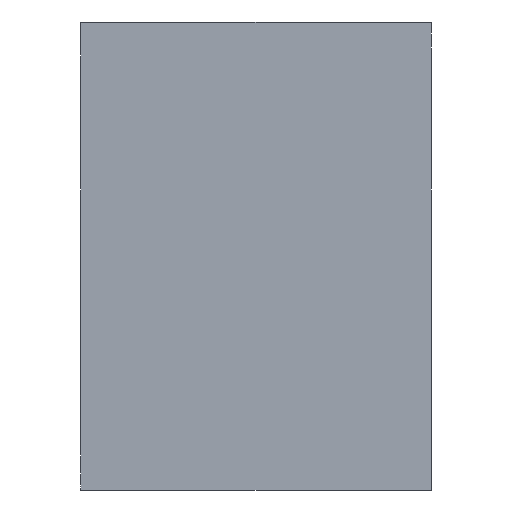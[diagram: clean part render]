
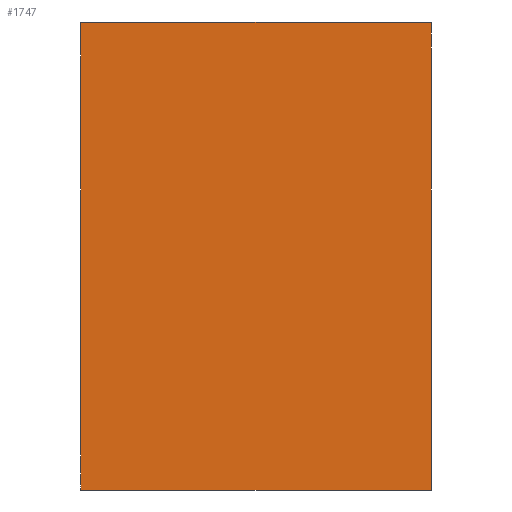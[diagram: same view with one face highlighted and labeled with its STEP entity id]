
A CAD part, front view. The second image highlights one B-rep face of the part: STEP entity #1747.
In plain terms, the highlighted free-form (B-spline) face has degree [1, 1] with [2, 2] control points.
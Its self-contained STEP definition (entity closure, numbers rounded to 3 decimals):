
#1550 = VERTEX_POINT('',#1551);
#1551 = CARTESIAN_POINT('',(32.051,0.,-42.735));
#1600 = VERTEX_POINT('',#1601);
#1601 = CARTESIAN_POINT('',(32.051,0.,42.735));
#1606 = EDGE_CURVE('',#1600,#1550,#1607,.T.);
#1607 = B_SPLINE_CURVE_WITH_KNOTS('',1,(#1608,#1609),.UNSPECIFIED.,.F.,
  .F.,(2,2),(-80.,-0.),.PIECEWISE_BEZIER_KNOTS.);
#1608 = CARTESIAN_POINT('',(32.051,0.,42.735));
#1609 = CARTESIAN_POINT('',(32.051,0.,-42.735));
#1622 = VERTEX_POINT('',#1623);
#1623 = CARTESIAN_POINT('',(-32.051,0.,-42.735));
#1634 = EDGE_CURVE('',#1550,#1622,#1635,.T.);
#1635 = B_SPLINE_CURVE_WITH_KNOTS('',1,(#1636,#1637),.UNSPECIFIED.,.F.,
  .F.,(2,2),(-60.,-0.),.PIECEWISE_BEZIER_KNOTS.);
#1636 = CARTESIAN_POINT('',(32.051,0.,-42.735));
#1637 = CARTESIAN_POINT('',(-32.051,0.,-42.735));
#1655 = EDGE_CURVE('',#1622,#1656,#1658,.T.);
#1656 = VERTEX_POINT('',#1657);
#1657 = CARTESIAN_POINT('',(-32.051,0.,42.735));
#1658 = B_SPLINE_CURVE_WITH_KNOTS('',1,(#1659,#1660),.UNSPECIFIED.,.F.,
  .F.,(2,2),(0.,80.),.PIECEWISE_BEZIER_KNOTS.);
#1659 = CARTESIAN_POINT('',(-32.051,0.,-42.735));
#1660 = CARTESIAN_POINT('',(-32.051,0.,42.735));
#1718 = EDGE_CURVE('',#1656,#1600,#1719,.T.);
#1719 = B_SPLINE_CURVE_WITH_KNOTS('',1,(#1720,#1721),.UNSPECIFIED.,.F.,
  .F.,(2,2),(0.,60.),.PIECEWISE_BEZIER_KNOTS.);
#1720 = CARTESIAN_POINT('',(-32.051,0.,42.735));
#1721 = CARTESIAN_POINT('',(32.051,0.,42.735));
#1747 = ADVANCED_FACE('',(#1748),#1754,.F.);
#1748 = FACE_BOUND('',#1749,.T.);
#1749 = EDGE_LOOP('',(#1750,#1751,#1752,#1753));
#1750 = ORIENTED_EDGE('',*,*,#1606,.F.);
#1751 = ORIENTED_EDGE('',*,*,#1718,.F.);
#1752 = ORIENTED_EDGE('',*,*,#1655,.F.);
#1753 = ORIENTED_EDGE('',*,*,#1634,.F.);
#1754 = B_SPLINE_SURFACE_WITH_KNOTS('',1,1,(
    (#1755,#1756)
    ,(#1757,#1758
    )),.UNSPECIFIED.,.F.,.F.,.F.,(2,2),(2,2),(-40.,40.),(-30.,30.),
  .PIECEWISE_BEZIER_KNOTS.);
#1755 = CARTESIAN_POINT('',(-32.051,0.,-42.735));
#1756 = CARTESIAN_POINT('',(32.051,0.,-42.735));
#1757 = CARTESIAN_POINT('',(-32.051,0.,42.735));
#1758 = CARTESIAN_POINT('',(32.051,0.,42.735));
